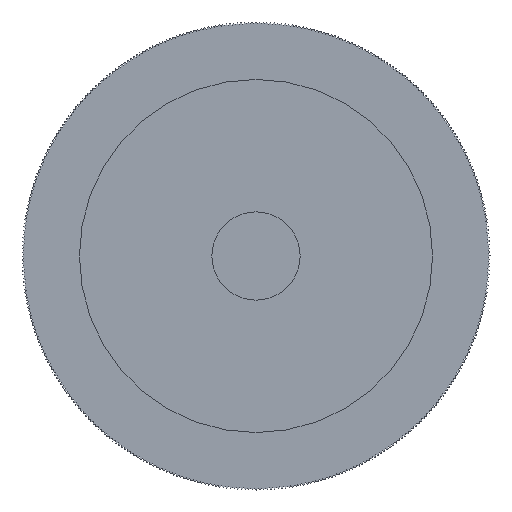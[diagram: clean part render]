
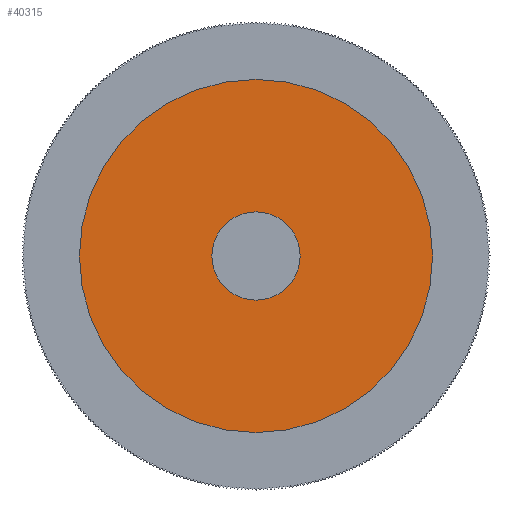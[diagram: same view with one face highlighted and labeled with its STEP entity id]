
A CAD part, front view. The second image highlights one B-rep face of the part: STEP entity #40315.
In plain terms, the highlighted planar face has unit normal (0, -1, 0).
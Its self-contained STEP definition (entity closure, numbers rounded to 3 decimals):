
#101 = CARTESIAN_POINT ( 'NONE',  ( 0., 2.5, 12. ) ) ;
#1255 = CARTESIAN_POINT ( 'NONE',  ( 0., 2.5, -12. ) ) ;
#2215 = AXIS2_PLACEMENT_3D ( 'NONE', #37855, #24633, #11999 ) ;
#3522 = EDGE_CURVE ( 'NONE', #5488, #6252, #4216, .T. ) ;
#3781 = CARTESIAN_POINT ( 'NONE',  ( 0., 2.5, 0. ) ) ;
#4216 = CIRCLE ( 'NONE', #2215, 12. ) ;
#5332 = DIRECTION ( 'NONE',  ( 0., -1., 0. ) ) ;
#5488 = VERTEX_POINT ( 'NONE', #1255 ) ;
#5885 = CARTESIAN_POINT ( 'NONE',  ( 0., 2.5, 3. ) ) ;
#6252 = VERTEX_POINT ( 'NONE', #101 ) ;
#6356 = CARTESIAN_POINT ( 'NONE',  ( 0., 2.5, -3. ) ) ;
#7332 = DIRECTION ( 'NONE',  ( 0., 0., -1. ) ) ;
#7541 = PLANE ( 'NONE',  #27042 ) ;
#9877 = EDGE_LOOP ( 'NONE', ( #34314, #22460 ) ) ;
#10486 = FACE_BOUND ( 'NONE', #41003, .T. ) ;
#11999 = DIRECTION ( 'NONE',  ( 0., 0., -1. ) ) ;
#12315 = AXIS2_PLACEMENT_3D ( 'NONE', #40625, #5332, #18131 ) ;
#12593 = DIRECTION ( 'NONE',  ( 0., -1., 0. ) ) ;
#12816 = CIRCLE ( 'NONE', #38983, 12. ) ;
#16774 = FACE_OUTER_BOUND ( 'NONE', #9877, .T. ) ;
#17165 = ORIENTED_EDGE ( 'NONE', *, *, #18167, .F. ) ;
#18131 = DIRECTION ( 'NONE',  ( 0., 0., -1. ) ) ;
#18167 = EDGE_CURVE ( 'NONE', #31629, #32048, #40864, .T. ) ;
#21705 = DIRECTION ( 'NONE',  ( 0., -1., 0. ) ) ;
#21749 = CIRCLE ( 'NONE', #12315, 3. ) ;
#22460 = ORIENTED_EDGE ( 'NONE', *, *, #33263, .T. ) ;
#23070 = ORIENTED_EDGE ( 'NONE', *, *, #36681, .F. ) ;
#23731 = DIRECTION ( 'NONE',  ( 0., -1., 0. ) ) ;
#24633 = DIRECTION ( 'NONE',  ( 0., -1., 0. ) ) ;
#25423 = DIRECTION ( 'NONE',  ( 0., 0., -1. ) ) ;
#27042 = AXIS2_PLACEMENT_3D ( 'NONE', #3781, #23731, #7332 ) ;
#28608 = DIRECTION ( 'NONE',  ( 0., 0., -1. ) ) ;
#31629 = VERTEX_POINT ( 'NONE', #6356 ) ;
#32048 = VERTEX_POINT ( 'NONE', #5885 ) ;
#33263 = EDGE_CURVE ( 'NONE', #6252, #5488, #12816, .T. ) ;
#34091 = CARTESIAN_POINT ( 'NONE',  ( 0., 2.5, 0. ) ) ;
#34314 = ORIENTED_EDGE ( 'NONE', *, *, #3522, .T. ) ;
#34807 = AXIS2_PLACEMENT_3D ( 'NONE', #34091, #21705, #28608 ) ;
#36681 = EDGE_CURVE ( 'NONE', #32048, #31629, #21749, .T. ) ;
#37855 = CARTESIAN_POINT ( 'NONE',  ( 0., 2.5, 0. ) ) ;
#38983 = AXIS2_PLACEMENT_3D ( 'NONE', #41397, #12593, #25423 ) ;
#40315 = ADVANCED_FACE ( 'NONE', ( #10486, #16774 ), #7541, .T. ) ;
#40625 = CARTESIAN_POINT ( 'NONE',  ( 0., 2.5, 0. ) ) ;
#40864 = CIRCLE ( 'NONE', #34807, 3. ) ;
#41003 = EDGE_LOOP ( 'NONE', ( #17165, #23070 ) ) ;
#41397 = CARTESIAN_POINT ( 'NONE',  ( 0., 2.5, 0. ) ) ;
